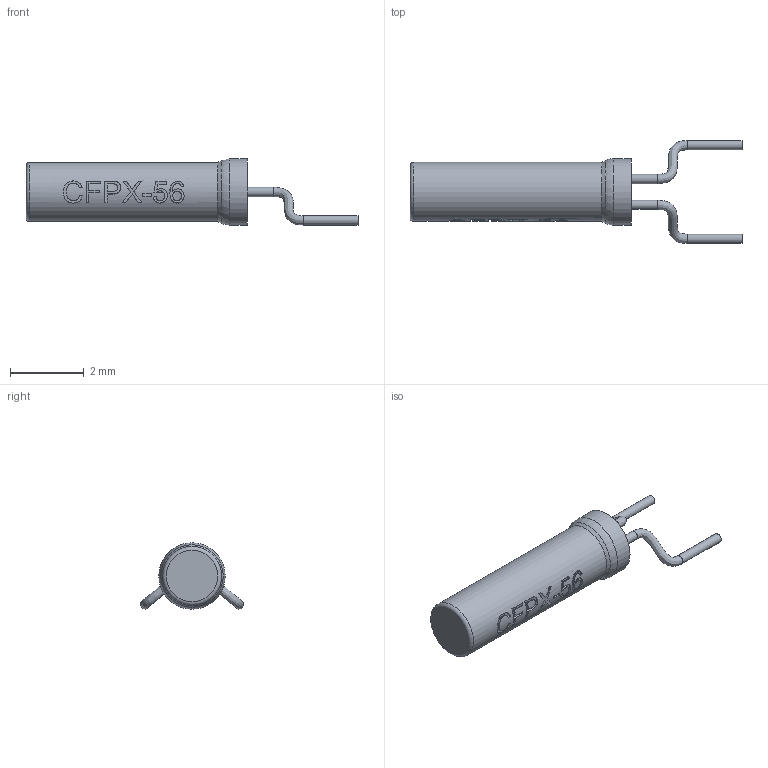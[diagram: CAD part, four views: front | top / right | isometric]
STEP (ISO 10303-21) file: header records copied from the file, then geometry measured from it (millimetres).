
FILE_DESCRIPTION(/* description */ ('Unknown'),/* implementation_level */ '2;1');
FILE_NAME(/* name */ 'Y_Wurth_WE-XTAL_Watch-CFPX-56',/* time_stamp */ '2025-09-04T11:27:06+08:00',/* author */ ('Unknown'),/* organization */ ('Unknown'),/* preprocessor_version */ 'ST-DEVELOPER v19.4',/* originating_system */ 'Solid Edge',/* authorisation */ 'Unknown');
FILE_SCHEMA (('AUTOMOTIVE_DESIGN {1 0 10303 214 3 1 1}'));
Length unit declared in the file: millimetre
Products named in the file (2): Y_Wurth_WE-XTAL_Watch-CFPX-56
Assembly tree (1 placements, depth 2):
  Y_Wurth_WE-XTAL_Watch-CFPX-56
    Y_Wurth_WE-XTAL_Watch-CFPX-56
Bounding box: 9 x 2.79 x 1.8 mm (x, y, z)
Volume: 12.6 mm3; surface area: 42.4 mm2
Topology: 1 solids, 1 shells, 77 faces, 200 edges, 131 vertices
Faces by surface type: plane 50, cylinder 13, bspline 11, torus 2, cone 1
Full cylindrical faces by diameter (mm): 0.25 x4, 1.4 x1, 1.6 x1, 1.8 x1
Entity records: 3213 total; most frequent: CARTESIAN_POINT 1015, ORIENTED_EDGE 326, DIRECTION 305, EDGE_CURVE 163, VERTEX_POINT 114, AXIS2_PLACEMENT_3D 106, EDGE_LOOP 101, FACE_BOUND 101
